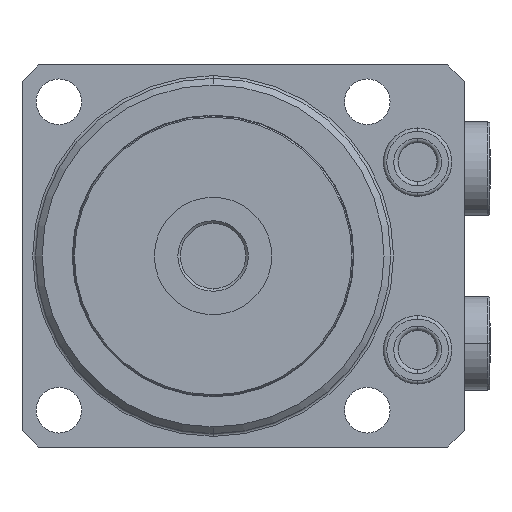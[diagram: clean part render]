
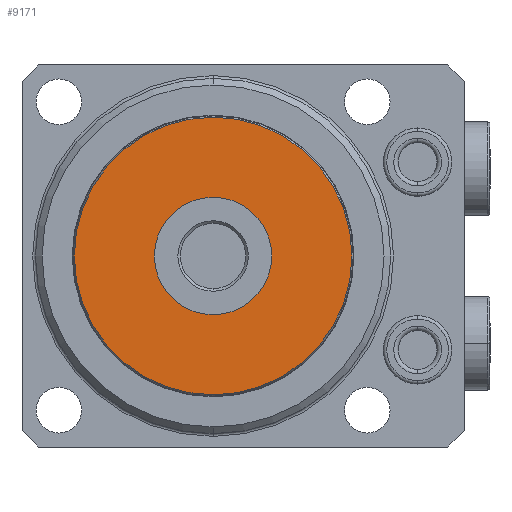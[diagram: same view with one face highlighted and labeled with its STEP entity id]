
A CAD part, front view. The second image highlights one B-rep face of the part: STEP entity #9171.
In plain terms, the highlighted planar face has unit normal (0, -1, 0).
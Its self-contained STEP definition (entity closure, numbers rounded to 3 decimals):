
#452 = DIRECTION ( 'NONE',  ( 0., 0., 1. ) ) ;
#453 = DIRECTION ( 'NONE',  ( 0., 1., 0. ) ) ;
#454 = CARTESIAN_POINT ( 'NONE',  ( 0., -98.5, 0. ) ) ;
#455 = DIRECTION ( 'NONE',  ( 0., 0., -1. ) ) ;
#456 = DIRECTION ( 'NONE',  ( 0., -1., 0. ) ) ;
#457 = CARTESIAN_POINT ( 'NONE',  ( 0., -98.5, 0. ) ) ;
#1335 = EDGE_CURVE ( 'NONE', #4113, #4116, #2582, .T. ) ;
#1336 = EDGE_CURVE ( 'NONE', #4123, #3890, #2581, .T. ) ;
#2291 = FACE_BOUND ( 'NONE', #10274, .T. ) ;
#2488 = FACE_OUTER_BOUND ( 'NONE', #10276, .T. ) ;
#2581 = CIRCLE ( 'NONE', #4859, 20.7 ) ;
#2582 = CIRCLE ( 'NONE', #4860, 8.75 ) ;
#3023 = CIRCLE ( 'NONE', #4544, 8.75 ) ;
#3117 = CIRCLE ( 'NONE', #4571, 20.7 ) ;
#3890 = VERTEX_POINT ( 'NONE', #6339 ) ;
#4113 = VERTEX_POINT ( 'NONE', #8772 ) ;
#4116 = VERTEX_POINT ( 'NONE', #8455 ) ;
#4123 = VERTEX_POINT ( 'NONE', #8202 ) ;
#4223 = AXIS2_PLACEMENT_3D ( 'NONE', #5195, #5188, #5187 ) ;
#4544 = AXIS2_PLACEMENT_3D ( 'NONE', #8156, #8155, #8154 ) ;
#4571 = AXIS2_PLACEMENT_3D ( 'NONE', #8596, #8593, #8591 ) ;
#4859 = AXIS2_PLACEMENT_3D ( 'NONE', #454, #453, #452 ) ;
#4860 = AXIS2_PLACEMENT_3D ( 'NONE', #457, #456, #455 ) ;
#4978 = EDGE_CURVE ( 'NONE', #3890, #4123, #3117, .T. ) ;
#5064 = EDGE_CURVE ( 'NONE', #4116, #4113, #3023, .T. ) ;
#5187 = DIRECTION ( 'NONE',  ( 0., 0., -1. ) ) ;
#5188 = DIRECTION ( 'NONE',  ( 0., -1., 0. ) ) ;
#5191 = PLANE ( 'NONE',  #4223 ) ;
#5195 = CARTESIAN_POINT ( 'NONE',  ( 0., -98.5, 0. ) ) ;
#6339 = CARTESIAN_POINT ( 'NONE',  ( 0., -98.5, 20.7 ) ) ;
#7824 = ORIENTED_EDGE ( 'NONE', *, *, #1335, .F. ) ;
#7825 = ORIENTED_EDGE ( 'NONE', *, *, #5064, .F. ) ;
#7828 = ORIENTED_EDGE ( 'NONE', *, *, #4978, .F. ) ;
#7831 = ORIENTED_EDGE ( 'NONE', *, *, #1336, .F. ) ;
#8154 = DIRECTION ( 'NONE',  ( 0., 0., -1. ) ) ;
#8155 = DIRECTION ( 'NONE',  ( 0., -1., 0. ) ) ;
#8156 = CARTESIAN_POINT ( 'NONE',  ( 0., -98.5, 0. ) ) ;
#8202 = CARTESIAN_POINT ( 'NONE',  ( 0., -98.5, -20.7 ) ) ;
#8455 = CARTESIAN_POINT ( 'NONE',  ( 0., -98.5, 8.75 ) ) ;
#8591 = DIRECTION ( 'NONE',  ( 0., 0., 1. ) ) ;
#8593 = DIRECTION ( 'NONE',  ( 0., 1., 0. ) ) ;
#8596 = CARTESIAN_POINT ( 'NONE',  ( 0., -98.5, 0. ) ) ;
#8772 = CARTESIAN_POINT ( 'NONE',  ( 0., -98.5, -8.75 ) ) ;
#9171 = ADVANCED_FACE ( 'NONE', ( #2291, #2488 ), #5191, .T. ) ;
#10274 = EDGE_LOOP ( 'NONE', ( #7824, #7825 ) ) ;
#10276 = EDGE_LOOP ( 'NONE', ( #7828, #7831 ) ) ;
